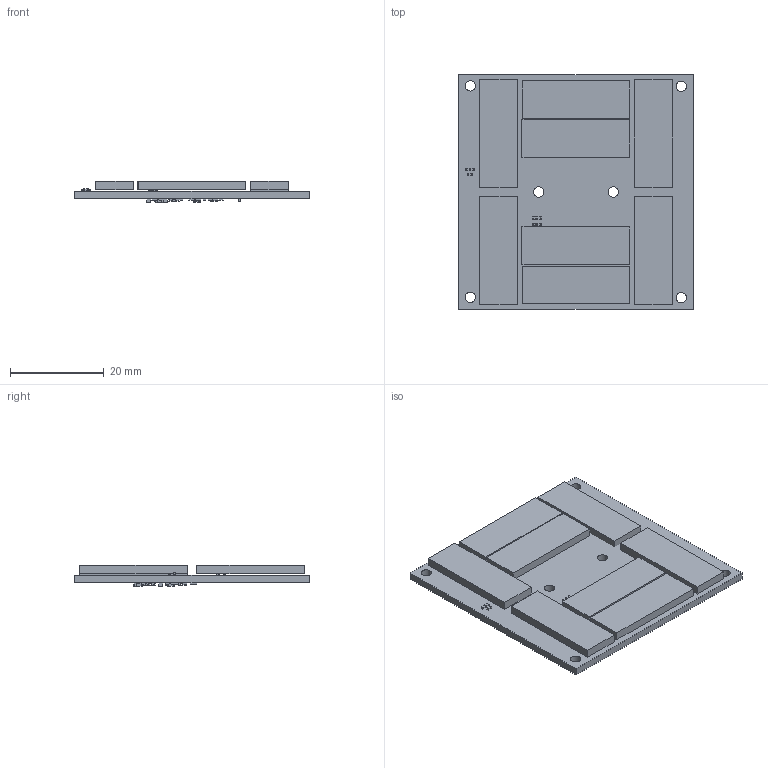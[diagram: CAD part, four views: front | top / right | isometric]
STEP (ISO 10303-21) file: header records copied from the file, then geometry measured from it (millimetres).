
FILE_DESCRIPTION(('KiCad electronic assembly'),'2;1');
FILE_NAME('SolarCell+Y.step','2019-11-20T16:27:27',('An Author'),( 'A Company'),'Open CASCADE STEP processor 6.9', 'KiCad to STEP converter','Unknown');
FILE_SCHEMA(('AUTOMOTIVE_DESIGN { 1 0 10303 214 1 1 1 1 }'));
Length unit declared in the file: millimetre
Products named in the file (10): Open CASCADE STEP translator 6.9 1; R_0402_1005Metric; SOLID; C_0603_1608Metric; SolarCell; C_0402_1005Metric; COMPOUND
Assembly tree (47 placements, depth 3):
  Open CASCADE STEP translator 6.9 1
    R_0402_1005Metric  x20
      SOLID
    C_0603_1608Metric  x4
      SOLID
    SolarCell  x8
      SOLID
    C_0402_1005Metric  x10
      SOLID
    COMPOUND
Bounding box: 50 x 50 x 4.5 mm (x, y, z)
Volume: 6622.4 mm3; surface area: 9268 mm2
Topology: 43 solids, 43 shells, 972 faces, 2494 edges, 1636 vertices
Faces by surface type: plane 638, cylinder 334
Full cylindrical faces by diameter (mm): 2.2 x6
Entity records: 7523 total; most frequent: CARTESIAN_POINT 1270, DIRECTION 1102, LINE 610, VECTOR 610, ORIENTED_EDGE 508, PCURVE 508, DEFINITIONAL_REPRESENTATION 508, EDGE_CURVE 254
